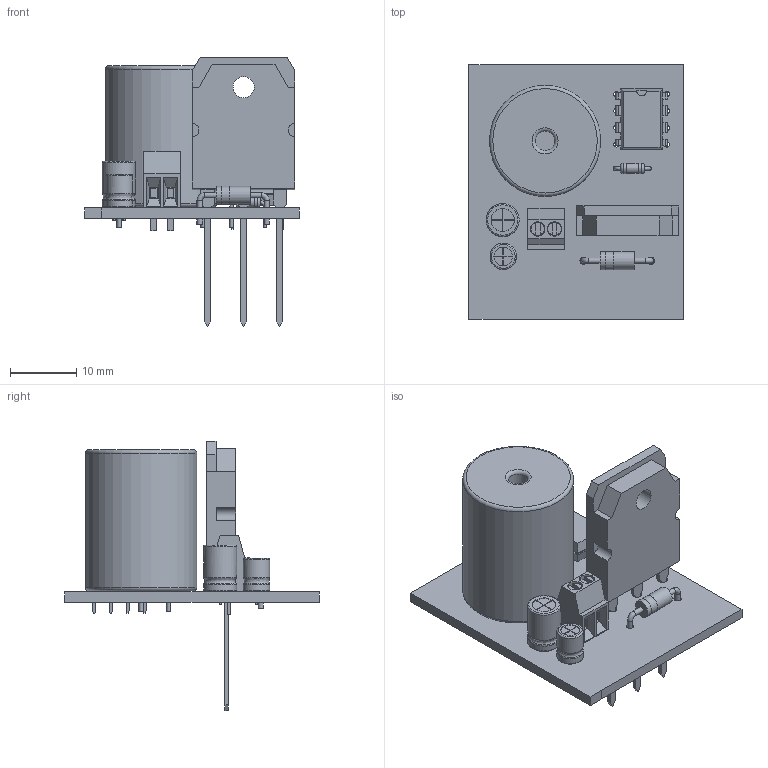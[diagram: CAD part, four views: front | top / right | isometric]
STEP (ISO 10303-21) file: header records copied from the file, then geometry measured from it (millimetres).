
FILE_DESCRIPTION(('KiCad electronic assembly'),'2;1');
FILE_NAME('PreQual_Buck.step','2024-09-27T00:18:07',('Pcbnew'),('Kicad') ,'Open CASCADE STEP processor 7.8','KiCad to STEP converter','Unknown' );
FILE_SCHEMA(('AUTOMOTIVE_DESIGN { 1 0 10303 214 1 1 1 1 }'));
Length unit declared in the file: millimetre
Products named in the file (18): PreQual_Buck 1; TO-3P-3_Vertical; DIP-8_W7.62mm; C_Radial_D4.0mm_H7.0mm_P1.50mm; C_Radial_D40mm_H70mm_P150mm; TerminalBlock_Phoenix_MPT-0,5-2-2.54_1x02_P2.54mm_Horizontal; TerminalBlock_Phoenix_MPT_05_2_254_1x02_P254mm_Horizontal; D_DO-41_SOD81_P10.16mm_Horizontal; L_Radial_D16.8mm_P12.70mm_Vishay_IHB-1; R_Axial_DIN0204_L3.6mm_D1.6mm_P5.08mm_Horizontal; R_Axial_DIN0204_L36mm_D16mm_P508mm_Horizontal; C_Radial_D4.0mm_H5.0mm_P1.50mm; C_Radial_D40mm_H50mm_P150mm; PreQual_Buck_PCB
Assembly tree (17 placements, depth 3):
  PreQual_Buck 1
    TO-3P-3_Vertical
      TO-3P-3_Vertical
    DIP-8_W7.62mm
      DIP-8_W7.62mm
    C_Radial_D4.0mm_H7.0mm_P1.50mm
      C_Radial_D40mm_H70mm_P150mm
    TerminalBlock_Phoenix_MPT-0,5-2-2.54_1x02_P2.54mm_Horizontal
      TerminalBlock_Phoenix_MPT_05_2_254_1x02_P254mm_Horizontal
    D_DO-41_SOD81_P10.16mm_Horizontal
      D_DO-41_SOD81_P10.16mm_Horizontal
    L_Radial_D16.8mm_P12.70mm_Vishay_IHB-1
      L_Radial_D16.8mm_P12.70mm_Vishay_IHB-1
    R_Axial_DIN0204_L3.6mm_D1.6mm_P5.08mm_Horizontal
      R_Axial_DIN0204_L36mm_D16mm_P508mm_Horizontal
    C_Radial_D4.0mm_H5.0mm_P1.50mm
      C_Radial_D40mm_H50mm_P150mm
    PreQual_Buck_PCB
Bounding box: 32.5 x 38.5 x 40.7 mm (x, y, z)
Volume: 8476.3 mm3; surface area: 6887.3 mm2
Topology: 9 solids, 11 shells, 423 faces, 1039 edges, 667 vertices
Faces by surface type: plane 294, cylinder 82, bspline 32, torus 11, revolution 4
Full cylindrical faces by diameter (mm): 0.3 x4, 0.5 x2, 0.6 x4, 0.7 x4, 0.8 x12, 1 x2, 1.1 x8, 1.44 x1, 1.5 x3, 1.6 x2, 2 x2, 2.2 x2, 2.7 x2, 2.72 x1, 2.8 x3, 2.92 x1, 3.2 x1, 3.3 x1, 3.5 x3, 4 x2, 5 x2, 16.8 x1
Entity records: 16190 total; most frequent: CARTESIAN_POINT 3035, ORIENTED_EDGE 2078, DIRECTION 2050, EDGE_CURVE 1039, LINE 768, VECTOR 768, VERTEX_POINT 667, AXIS2_PLACEMENT_3D 639
